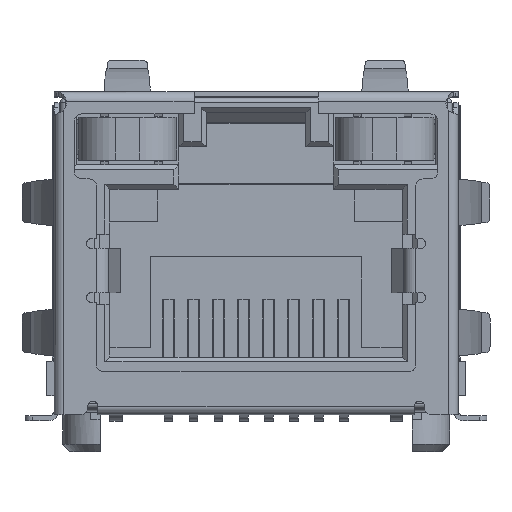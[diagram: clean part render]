
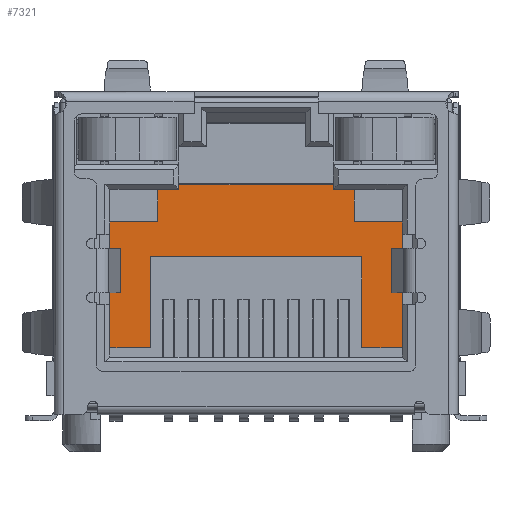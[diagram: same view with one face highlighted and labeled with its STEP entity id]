
A CAD part, top view. The second image highlights one B-rep face of the part: STEP entity #7321.
In plain terms, the highlighted planar face has unit normal (0, 0, 1).
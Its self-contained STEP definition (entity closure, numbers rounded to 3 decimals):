
#266 = EDGE_CURVE ( 'NONE', #29418, #8098, #4980, .T. ) ;
#525 = EDGE_CURVE ( 'NONE', #30848, #23014, #22006, .T. ) ;
#951 = ORIENTED_EDGE ( 'NONE', *, *, #15050, .T. ) ;
#1202 = CARTESIAN_POINT ( 'NONE',  ( 12.275, 2.45, -12. ) ) ;
#1244 = LINE ( 'NONE', #17602, #23213 ) ;
#1297 = ORIENTED_EDGE ( 'NONE', *, *, #19104, .F. ) ;
#2196 = DIRECTION ( 'NONE',  ( 0., 0., 1. ) ) ;
#2914 = CARTESIAN_POINT ( 'NONE',  ( 12.275, 2.65, -12. ) ) ;
#2937 = VERTEX_POINT ( 'NONE', #8448 ) ;
#3112 = CARTESIAN_POINT ( 'NONE',  ( 2.02, 2.65, -12. ) ) ;
#3133 = EDGE_CURVE ( 'NONE', #23014, #2937, #16459, .T. ) ;
#3435 = LINE ( 'NONE', #16661, #26664 ) ;
#3664 = VERTEX_POINT ( 'NONE', #22776 ) ;
#3845 = CARTESIAN_POINT ( 'NONE',  ( 2.02, 9.08, -12. ) ) ;
#4346 = ORIENTED_EDGE ( 'NONE', *, *, #17790, .F. ) ;
#4397 = EDGE_CURVE ( 'NONE', #20194, #10283, #31293, .T. ) ;
#4448 = VERTEX_POINT ( 'NONE', #15562 ) ;
#4745 = DIRECTION ( 'NONE',  ( 0., 1., 0. ) ) ;
#4980 = LINE ( 'NONE', #15584, #23211 ) ;
#5045 = CARTESIAN_POINT ( 'NONE',  ( 3.975, 9.08, -12. ) ) ;
#5653 = ORIENTED_EDGE ( 'NONE', *, *, #27915, .T. ) ;
#5752 = CARTESIAN_POINT ( 'NONE',  ( 11.975, 9.08, -12. ) ) ;
#6010 = VECTOR ( 'NONE', #33394, 1000. ) ;
#6110 = CARTESIAN_POINT ( 'NONE',  ( 2.02, 7.78, -12. ) ) ;
#6413 = EDGE_LOOP ( 'NONE', ( #33610, #1297, #6742, #24657, #26389, #12714, #17907, #4346, #16755, #951, #11531, #5653, #15875, #27412, #20744, #23811 ) ) ;
#6488 = DIRECTION ( 'NONE',  ( 1., 0., 0. ) ) ;
#6742 = ORIENTED_EDGE ( 'NONE', *, *, #21450, .T. ) ;
#7321 = ADVANCED_FACE ( 'NONE', ( #8963 ), #34196, .T. ) ;
#7472 = LINE ( 'NONE', #14180, #30758 ) ;
#8098 = VERTEX_POINT ( 'NONE', #27323 ) ;
#8130 = VECTOR ( 'NONE', #15618, 1000. ) ;
#8448 = CARTESIAN_POINT ( 'NONE',  ( 12.275, 6.35, -12. ) ) ;
#8705 = CARTESIAN_POINT ( 'NONE',  ( 11.125, 9.28, -12. ) ) ;
#8740 = LINE ( 'NONE', #25332, #11247 ) ;
#8790 = VECTOR ( 'NONE', #19870, 1000. ) ;
#8814 = DIRECTION ( 'NONE',  ( 1., 0., 0. ) ) ;
#8963 = FACE_OUTER_BOUND ( 'NONE', #6413, .T. ) ;
#9142 = DIRECTION ( 'NONE',  ( -1., 0., 0. ) ) ;
#10283 = VERTEX_POINT ( 'NONE', #23456 ) ;
#11062 = EDGE_CURVE ( 'NONE', #20898, #22999, #8740, .T. ) ;
#11247 = VECTOR ( 'NONE', #25103, 1000. ) ;
#11506 = VERTEX_POINT ( 'NONE', #20861 ) ;
#11531 = ORIENTED_EDGE ( 'NONE', *, *, #11062, .T. ) ;
#12115 = LINE ( 'NONE', #1202, #8790 ) ;
#12714 = ORIENTED_EDGE ( 'NONE', *, *, #25137, .T. ) ;
#13360 = DIRECTION ( 'NONE',  ( 0., -1., 0. ) ) ;
#13805 = AXIS2_PLACEMENT_3D ( 'NONE', #25980, #2196, #26200 ) ;
#13862 = VERTEX_POINT ( 'NONE', #27270 ) ;
#13974 = DIRECTION ( 'NONE',  ( -1., 0., 0. ) ) ;
#14062 = VECTOR ( 'NONE', #33931, 1000. ) ;
#14155 = CARTESIAN_POINT ( 'NONE',  ( 4.825, 9.28, -12. ) ) ;
#14180 = CARTESIAN_POINT ( 'NONE',  ( 4.825, 9.28, -12. ) ) ;
#14772 = VECTOR ( 'NONE', #9142, 1000. ) ;
#14835 = CARTESIAN_POINT ( 'NONE',  ( 13.93, 9.08, -12. ) ) ;
#15050 = EDGE_CURVE ( 'NONE', #11506, #20898, #1244, .T. ) ;
#15130 = VECTOR ( 'NONE', #16679, 1000. ) ;
#15562 = CARTESIAN_POINT ( 'NONE',  ( 13.93, 2.65, -12. ) ) ;
#15584 = CARTESIAN_POINT ( 'NONE',  ( 4.825, 2.45, -12. ) ) ;
#15618 = DIRECTION ( 'NONE',  ( 0., 1., 0. ) ) ;
#15875 = ORIENTED_EDGE ( 'NONE', *, *, #33924, .T. ) ;
#15908 = DIRECTION ( 'NONE',  ( -1., 0., 0. ) ) ;
#16459 = LINE ( 'NONE', #19597, #28914 ) ;
#16661 = CARTESIAN_POINT ( 'NONE',  ( 13.93, 2.65, -12. ) ) ;
#16679 = DIRECTION ( 'NONE',  ( 0., -1., 0. ) ) ;
#16755 = ORIENTED_EDGE ( 'NONE', *, *, #31600, .T. ) ;
#16763 = CARTESIAN_POINT ( 'NONE',  ( 2.02, 2.25, -12. ) ) ;
#16869 = DIRECTION ( 'NONE',  ( 0., 1., 0. ) ) ;
#17045 = CARTESIAN_POINT ( 'NONE',  ( 11.125, 9.08, -12. ) ) ;
#17462 = VECTOR ( 'NONE', #13974, 1000. ) ;
#17602 = CARTESIAN_POINT ( 'NONE',  ( 11.975, 7.78, -12. ) ) ;
#17790 = EDGE_CURVE ( 'NONE', #13862, #4448, #32986, .T. ) ;
#17907 = ORIENTED_EDGE ( 'NONE', *, *, #33062, .F. ) ;
#18535 = VERTEX_POINT ( 'NONE', #8705 ) ;
#19104 = EDGE_CURVE ( 'NONE', #34405, #3664, #20441, .T. ) ;
#19547 = DIRECTION ( 'NONE',  ( -1., 0., 0. ) ) ;
#19597 = CARTESIAN_POINT ( 'NONE',  ( 2.02, 6.35, -12. ) ) ;
#19870 = DIRECTION ( 'NONE',  ( 0., -1., 0. ) ) ;
#20194 = VERTEX_POINT ( 'NONE', #5045 ) ;
#20441 = LINE ( 'NONE', #16763, #21691 ) ;
#20581 = LINE ( 'NONE', #3845, #14772 ) ;
#20744 = ORIENTED_EDGE ( 'NONE', *, *, #22979, .T. ) ;
#20861 = CARTESIAN_POINT ( 'NONE',  ( 11.975, 7.78, -12. ) ) ;
#20898 = VERTEX_POINT ( 'NONE', #5752 ) ;
#21118 = LINE ( 'NONE', #23252, #14062 ) ;
#21229 = CARTESIAN_POINT ( 'NONE',  ( 2.02, 7.78, -12. ) ) ;
#21450 = EDGE_CURVE ( 'NONE', #34405, #30848, #33994, .T. ) ;
#21691 = VECTOR ( 'NONE', #16869, 1000. ) ;
#22006 = LINE ( 'NONE', #23589, #8130 ) ;
#22776 = CARTESIAN_POINT ( 'NONE',  ( 2.02, 7.78, -12. ) ) ;
#22979 = EDGE_CURVE ( 'NONE', #8098, #20194, #20581, .T. ) ;
#22999 = VERTEX_POINT ( 'NONE', #17045 ) ;
#23014 = VERTEX_POINT ( 'NONE', #27637 ) ;
#23211 = VECTOR ( 'NONE', #13360, 1000. ) ;
#23213 = VECTOR ( 'NONE', #4745, 1000. ) ;
#23252 = CARTESIAN_POINT ( 'NONE',  ( 11.125, 2.45, -12. ) ) ;
#23456 = CARTESIAN_POINT ( 'NONE',  ( 3.975, 7.78, -12. ) ) ;
#23589 = CARTESIAN_POINT ( 'NONE',  ( 3.675, 2.45, -12. ) ) ;
#23811 = ORIENTED_EDGE ( 'NONE', *, *, #4397, .T. ) ;
#24140 = VECTOR ( 'NONE', #15908, 1000. ) ;
#24523 = LINE ( 'NONE', #6110, #17462 ) ;
#24657 = ORIENTED_EDGE ( 'NONE', *, *, #525, .T. ) ;
#24709 = CARTESIAN_POINT ( 'NONE',  ( 2.02, 2.65, -12. ) ) ;
#25103 = DIRECTION ( 'NONE',  ( -1., 0., 0. ) ) ;
#25137 = EDGE_CURVE ( 'NONE', #2937, #30219, #12115, .T. ) ;
#25332 = CARTESIAN_POINT ( 'NONE',  ( 2.02, 9.08, -12. ) ) ;
#25980 = CARTESIAN_POINT ( 'NONE',  ( 2.02, 2.45, -12. ) ) ;
#26200 = DIRECTION ( 'NONE',  ( 1., 0., 0. ) ) ;
#26389 = ORIENTED_EDGE ( 'NONE', *, *, #3133, .T. ) ;
#26664 = VECTOR ( 'NONE', #19547, 1000. ) ;
#27270 = CARTESIAN_POINT ( 'NONE',  ( 13.93, 7.78, -12. ) ) ;
#27323 = CARTESIAN_POINT ( 'NONE',  ( 4.825, 9.08, -12. ) ) ;
#27412 = ORIENTED_EDGE ( 'NONE', *, *, #266, .T. ) ;
#27637 = CARTESIAN_POINT ( 'NONE',  ( 3.675, 6.35, -12. ) ) ;
#27915 = EDGE_CURVE ( 'NONE', #22999, #18535, #21118, .T. ) ;
#28914 = VECTOR ( 'NONE', #6488, 1000. ) ;
#29418 = VERTEX_POINT ( 'NONE', #14155 ) ;
#30027 = CARTESIAN_POINT ( 'NONE',  ( 3.675, 2.65, -12. ) ) ;
#30219 = VERTEX_POINT ( 'NONE', #2914 ) ;
#30758 = VECTOR ( 'NONE', #32377, 1000. ) ;
#30848 = VERTEX_POINT ( 'NONE', #30027 ) ;
#31222 = LINE ( 'NONE', #21229, #24140 ) ;
#31293 = LINE ( 'NONE', #32564, #15130 ) ;
#31508 = VECTOR ( 'NONE', #8814, 1000. ) ;
#31600 = EDGE_CURVE ( 'NONE', #13862, #11506, #31222, .T. ) ;
#32377 = DIRECTION ( 'NONE',  ( -1., 0., 0. ) ) ;
#32564 = CARTESIAN_POINT ( 'NONE',  ( 3.975, 9.08, -12. ) ) ;
#32986 = LINE ( 'NONE', #14835, #6010 ) ;
#33062 = EDGE_CURVE ( 'NONE', #4448, #30219, #3435, .T. ) ;
#33394 = DIRECTION ( 'NONE',  ( 0., -1., 0. ) ) ;
#33610 = ORIENTED_EDGE ( 'NONE', *, *, #33726, .T. ) ;
#33726 = EDGE_CURVE ( 'NONE', #10283, #3664, #24523, .T. ) ;
#33924 = EDGE_CURVE ( 'NONE', #18535, #29418, #7472, .T. ) ;
#33931 = DIRECTION ( 'NONE',  ( 0., 1., 0. ) ) ;
#33994 = LINE ( 'NONE', #24709, #31508 ) ;
#34196 = PLANE ( 'NONE',  #13805 ) ;
#34405 = VERTEX_POINT ( 'NONE', #3112 ) ;
